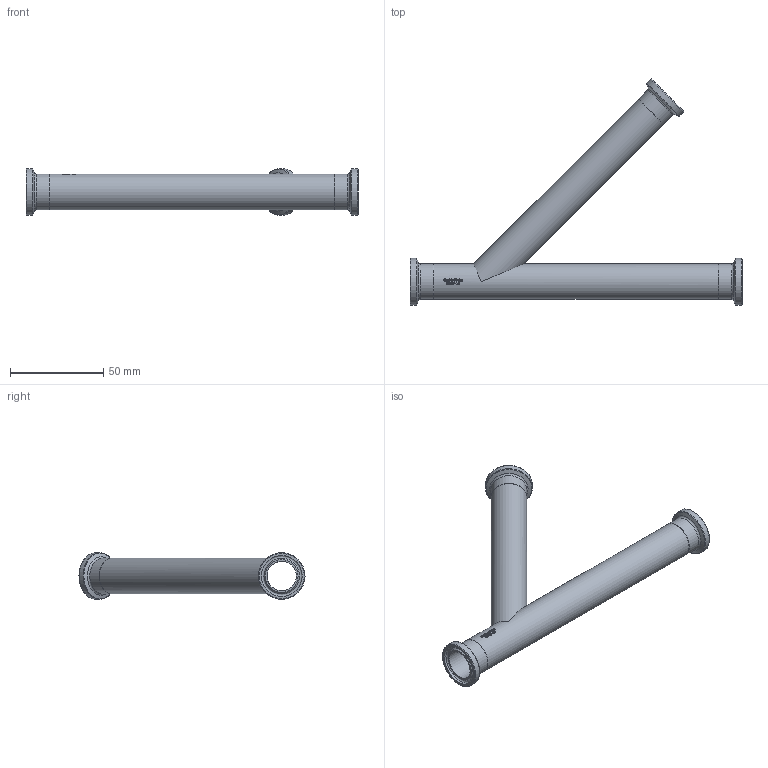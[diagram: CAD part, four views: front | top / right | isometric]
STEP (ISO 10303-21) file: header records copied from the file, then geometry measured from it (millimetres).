
FILE_DESCRIPTION(/* description */ (''),/* implementation_level */ '2;1');
FILE_NAME(/* name */ '28AMP-.75.stp',/* time_stamp */ '2021-05-05T11:57:06-04:00',/* author */ ('rick'),/* organization */ (''),/* preprocessor_version */ 'ST-DEVELOPER v18',/* originating_system */ 'Autodesk Inventor 2020',/* authorisation */ '');
FILE_SCHEMA (('AUTOMOTIVE_DESIGN { 1 0 10303 214 3 1 1 }'));
Length unit declared in the file: inch
Products named in the file (1): 28AMP-.75
Bounding box: 177.8 x 121.08 x 24.99 mm (x, y, z)
Volume: 29110.9 mm3; surface area: 35067.4 mm2
Topology: 1 solids, 1 shells, 399 faces, 1111 edges, 759 vertices
Faces by surface type: bspline 170, plane 154, cylinder 51, torus 18, cone 6
Full cylindrical faces by diameter (mm): 15.748 x5, 19.05 x5, 21.895 x3, 24.994 x3
Entity records: 16898 total; most frequent: CARTESIAN_POINT 7336, ORIENTED_EDGE 2222, DIRECTION 1534, EDGE_CURVE 1111, VERTEX_POINT 759, AXIS2_PLACEMENT_3D 533, LINE 468, VECTOR 468
